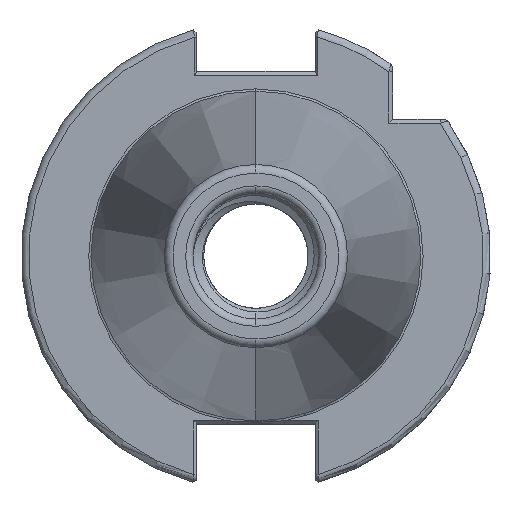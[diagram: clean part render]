
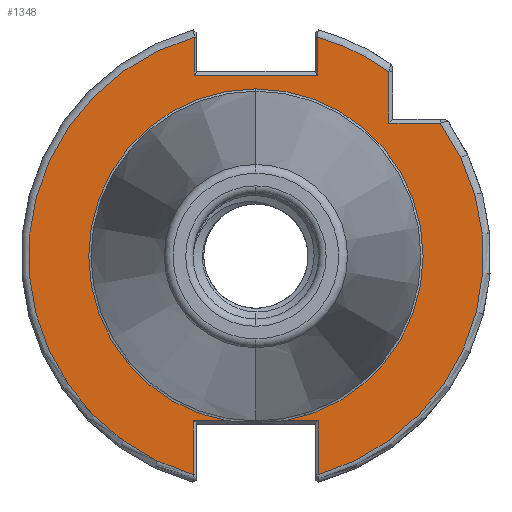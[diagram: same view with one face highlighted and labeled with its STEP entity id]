
A CAD part, left-side view. The second image highlights one B-rep face of the part: STEP entity #1348.
In plain terms, the highlighted planar face has unit normal (-1, 0, 0).
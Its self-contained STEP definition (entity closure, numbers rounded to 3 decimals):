
#441 = AXIS2_PLACEMENT_3D ( 'NONE', #3083, #3059, #3085 ) ;
#1120 = ORIENTED_EDGE ( 'NONE', *, *, #15427, .T. ) ;
#1140 = ORIENTED_EDGE ( 'NONE', *, *, #15487, .T. ) ;
#1170 = ORIENTED_EDGE ( 'NONE', *, *, #15444, .T. ) ;
#1182 = ORIENTED_EDGE ( 'NONE', *, *, #15493, .T. ) ;
#1183 = ORIENTED_EDGE ( 'NONE', *, *, #15490, .T. ) ;
#1186 = ORIENTED_EDGE ( 'NONE', *, *, #15430, .T. ) ;
#1187 = ORIENTED_EDGE ( 'NONE', *, *, #15454, .T. ) ;
#1189 = ORIENTED_EDGE ( 'NONE', *, *, #15456, .T. ) ;
#1195 = ORIENTED_EDGE ( 'NONE', *, *, #11630, .T. ) ;
#1199 = ORIENTED_EDGE ( 'NONE', *, *, #15446, .T. ) ;
#1216 = ORIENTED_EDGE ( 'NONE', *, *, #15450, .T. ) ;
#1218 = ORIENTED_EDGE ( 'NONE', *, *, #15474, .T. ) ;
#1222 = ORIENTED_EDGE ( 'NONE', *, *, #15476, .T. ) ;
#1223 = ORIENTED_EDGE ( 'NONE', *, *, #15473, .T. ) ;
#1348 = ADVANCED_FACE ( 'NONE', ( #8959 ), #3061, .F. ) ;
#1686 = AXIS2_PLACEMENT_3D ( 'NONE', #10305, #10307, #10309 ) ;
#3059 = DIRECTION ( 'NONE',  ( 1., 0., 0. ) ) ;
#3061 = PLANE ( 'NONE',  #441 ) ;
#3083 = CARTESIAN_POINT ( 'NONE',  ( 0., 22.692, 0. ) ) ;
#3085 = DIRECTION ( 'NONE',  ( 0., 0., -1. ) ) ;
#4311 = CIRCLE ( 'NONE', #1686, 22.627 ) ;
#4915 = CARTESIAN_POINT ( 'NONE',  ( 0., -3.833, -22.3 ) ) ;
#4922 = CARTESIAN_POINT ( 'NONE',  ( 0., 0., 22.627 ) ) ;
#5567 = AXIS2_PLACEMENT_3D ( 'NONE', #7873, #7905, #7861 ) ;
#5575 = AXIS2_PLACEMENT_3D ( 'NONE', #7611, #7639, #7642 ) ;
#5578 = AXIS2_PLACEMENT_3D ( 'NONE', #7689, #7654, #7667 ) ;
#5588 = AXIS2_PLACEMENT_3D ( 'NONE', #7989, #8009, #8001 ) ;
#7444 = CARTESIAN_POINT ( 'NONE',  ( 0., 22.692, -22.3 ) ) ;
#7484 = DIRECTION ( 'NONE',  ( 0., -1., 0. ) ) ;
#7492 = CARTESIAN_POINT ( 'NONE',  ( 0., 8.451, 0. ) ) ;
#7501 = DIRECTION ( 'NONE',  ( 0., 0., 1. ) ) ;
#7581 = CARTESIAN_POINT ( 'NONE',  ( 0., -18.5, 18. ) ) ;
#7611 = CARTESIAN_POINT ( 'NONE',  ( 0., 0., 0. ) ) ;
#7622 = DIRECTION ( 'NONE',  ( 0., 1., 0. ) ) ;
#7639 = DIRECTION ( 'NONE',  ( -1., 0., 0. ) ) ;
#7642 = DIRECTION ( 'NONE',  ( 0., 0., -1. ) ) ;
#7654 = DIRECTION ( 'NONE',  ( 1., 0., 0. ) ) ;
#7667 = DIRECTION ( 'NONE',  ( 0., 0., -1. ) ) ;
#7685 = CARTESIAN_POINT ( 'NONE',  ( 0., 8.05, 24.5 ) ) ;
#7688 = DIRECTION ( 'NONE',  ( 0., 1., 0. ) ) ;
#7689 = CARTESIAN_POINT ( 'NONE',  ( 0., 0., 0. ) ) ;
#7706 = CARTESIAN_POINT ( 'NONE',  ( 0., 22.692, -22.3 ) ) ;
#7723 = DIRECTION ( 'NONE',  ( 0., -1., 0. ) ) ;
#7861 = DIRECTION ( 'NONE',  ( 0., 0., -1. ) ) ;
#7866 = CARTESIAN_POINT ( 'NONE',  ( 0., -8.335, 25. ) ) ;
#7873 = CARTESIAN_POINT ( 'NONE',  ( 0., 0., 0. ) ) ;
#7891 = DIRECTION ( 'NONE',  ( 0., 0., -1. ) ) ;
#7896 = DIRECTION ( 'NONE',  ( 0., 0., -1. ) ) ;
#7903 = CARTESIAN_POINT ( 'NONE',  ( 0., -8.451, 0. ) ) ;
#7905 = DIRECTION ( 'NONE',  ( -1., 0., 0. ) ) ;
#7971 = DIRECTION ( 'NONE',  ( 0., 0., 1. ) ) ;
#7982 = CARTESIAN_POINT ( 'NONE',  ( 0., -18., 24.594 ) ) ;
#7985 = DIRECTION ( 'NONE',  ( 0., 0., 1. ) ) ;
#7989 = CARTESIAN_POINT ( 'NONE',  ( 0., 0., 0. ) ) ;
#7993 = CARTESIAN_POINT ( 'NONE',  ( 0., 8.335, 29.704 ) ) ;
#8001 = DIRECTION ( 'NONE',  ( 0., 0., -1. ) ) ;
#8009 = DIRECTION ( 'NONE',  ( -1., 0., 0. ) ) ;
#8959 = FACE_OUTER_BOUND ( 'NONE', #13662, .T. ) ;
#9298 = VERTEX_POINT ( 'NONE', #4915 ) ;
#9304 = VERTEX_POINT ( 'NONE', #4922 ) ;
#10305 = CARTESIAN_POINT ( 'NONE',  ( 0., 0., 0. ) ) ;
#10307 = DIRECTION ( 'NONE',  ( 1., 0., 0. ) ) ;
#10309 = DIRECTION ( 'NONE',  ( 0., 0., -1. ) ) ;
#11630 = EDGE_CURVE ( 'NONE', #9304, #9298, #4311, .T. ) ;
#11935 = VERTEX_POINT ( 'NONE', #20059 ) ;
#12309 = CARTESIAN_POINT ( 'NONE',  ( 0., 8.335, 24.5 ) ) ;
#12344 = CARTESIAN_POINT ( 'NONE',  ( 0., -24.962, 18. ) ) ;
#12367 = CARTESIAN_POINT ( 'NONE',  ( 0., -8.335, 24.5 ) ) ;
#12380 = CARTESIAN_POINT ( 'NONE',  ( 0., -8.451, -22.3 ) ) ;
#12381 = CARTESIAN_POINT ( 'NONE',  ( 0., 8.451, -29.592 ) ) ;
#12394 = CARTESIAN_POINT ( 'NONE',  ( 0., -8.451, -29.592 ) ) ;
#12398 = CARTESIAN_POINT ( 'NONE',  ( 0., -18., 24.962 ) ) ;
#12413 = CARTESIAN_POINT ( 'NONE',  ( 0., 8.451, -22.3 ) ) ;
#12417 = CARTESIAN_POINT ( 'NONE',  ( 0., 3.833, -22.3 ) ) ;
#12428 = CARTESIAN_POINT ( 'NONE',  ( 0., -18., 18. ) ) ;
#12474 = CARTESIAN_POINT ( 'NONE',  ( 0., 8.335, 29.625 ) ) ;
#13662 = EDGE_LOOP ( 'NONE', ( #1170, #1183, #1182, #1223, #1187, #1140, #1199, #1186, #1120, #1216, #1195, #1189, #1218, #1222 ) ) ;
#15427 = EDGE_CURVE ( 'NONE', #19894, #19594, #17009, .T. ) ;
#15430 = EDGE_CURVE ( 'NONE', #19709, #19894, #17025, .T. ) ;
#15444 = EDGE_CURVE ( 'NONE', #19743, #19690, #17036, .T. ) ;
#15446 = EDGE_CURVE ( 'NONE', #19898, #19709, #17040, .T. ) ;
#15450 = EDGE_CURVE ( 'NONE', #19594, #9304, #17117, .T. ) ;
#15454 = EDGE_CURVE ( 'NONE', #19643, #19740, #17109, .T. ) ;
#15456 = EDGE_CURVE ( 'NONE', #9298, #19701, #17089, .T. ) ;
#15473 = EDGE_CURVE ( 'NONE', #11935, #19643, #17084, .T. ) ;
#15474 = EDGE_CURVE ( 'NONE', #19701, #19583, #17087, .T. ) ;
#15476 = EDGE_CURVE ( 'NONE', #19583, #19743, #17113, .T. ) ;
#15487 = EDGE_CURVE ( 'NONE', #19740, #19898, #17114, .T. ) ;
#15490 = EDGE_CURVE ( 'NONE', #19690, #19782, #17118, .T. ) ;
#15493 = EDGE_CURVE ( 'NONE', #19782, #11935, #17090, .T. ) ;
#17009 = LINE ( 'NONE', #7444, #17052 ) ;
#17025 = LINE ( 'NONE', #7492, #17064 ) ;
#17035 = VECTOR ( 'NONE', #7622, 1000. ) ;
#17036 = LINE ( 'NONE', #7581, #17035 ) ;
#17040 = CIRCLE ( 'NONE', #5575, 30.775 ) ;
#17052 = VECTOR ( 'NONE', #7484, 1000. ) ;
#17064 = VECTOR ( 'NONE', #7501, 1000. ) ;
#17072 = VECTOR ( 'NONE', #7971, 1000. ) ;
#17084 = LINE ( 'NONE', #7866, #17103 ) ;
#17087 = LINE ( 'NONE', #7903, #17105 ) ;
#17089 = LINE ( 'NONE', #7706, #17100 ) ;
#17090 = CIRCLE ( 'NONE', #5588, 30.775 ) ;
#17100 = VECTOR ( 'NONE', #7723, 1000. ) ;
#17103 = VECTOR ( 'NONE', #7891, 1000. ) ;
#17104 = VECTOR ( 'NONE', #7688, 1000. ) ;
#17105 = VECTOR ( 'NONE', #7896, 1000. ) ;
#17109 = LINE ( 'NONE', #7685, #17104 ) ;
#17113 = CIRCLE ( 'NONE', #5567, 30.775 ) ;
#17114 = LINE ( 'NONE', #7993, #17115 ) ;
#17115 = VECTOR ( 'NONE', #7985, 1000. ) ;
#17117 = CIRCLE ( 'NONE', #5578, 22.627 ) ;
#17118 = LINE ( 'NONE', #7982, #17072 ) ;
#19583 = VERTEX_POINT ( 'NONE', #12394 ) ;
#19594 = VERTEX_POINT ( 'NONE', #12417 ) ;
#19643 = VERTEX_POINT ( 'NONE', #12367 ) ;
#19690 = VERTEX_POINT ( 'NONE', #12428 ) ;
#19701 = VERTEX_POINT ( 'NONE', #12380 ) ;
#19709 = VERTEX_POINT ( 'NONE', #12381 ) ;
#19740 = VERTEX_POINT ( 'NONE', #12309 ) ;
#19743 = VERTEX_POINT ( 'NONE', #12344 ) ;
#19782 = VERTEX_POINT ( 'NONE', #12398 ) ;
#19894 = VERTEX_POINT ( 'NONE', #12413 ) ;
#19898 = VERTEX_POINT ( 'NONE', #12474 ) ;
#20059 = CARTESIAN_POINT ( 'NONE',  ( 0., -8.335, 29.625 ) ) ;
